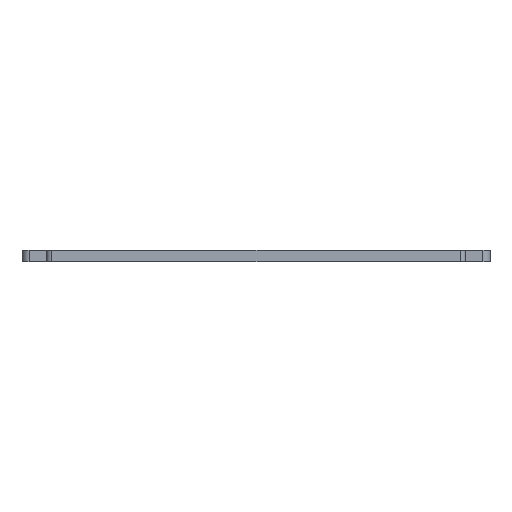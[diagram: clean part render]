
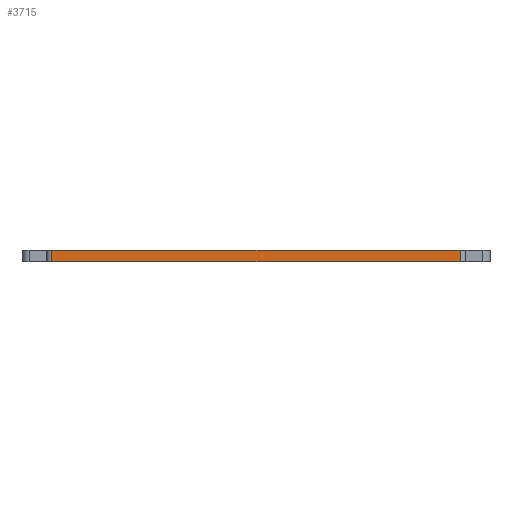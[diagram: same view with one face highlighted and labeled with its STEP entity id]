
A CAD part, left-side view. The second image highlights one B-rep face of the part: STEP entity #3715.
In plain terms, the highlighted planar face has unit normal (-1, 0, 0).
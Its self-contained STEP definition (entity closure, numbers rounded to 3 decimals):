
#108=PLANE('',#3976);
#287=FACE_OUTER_BOUND('',#524,.T.);
#524=EDGE_LOOP('',(#3162,#3163,#3164,#3165));
#657=LINE('',#5116,#1128);
#898=LINE('',#5708,#1369);
#999=LINE('',#5911,#1470);
#1001=LINE('',#5914,#1472);
#1128=VECTOR('',#4133,10.);
#1369=VECTOR('',#4614,10.);
#1470=VECTOR('',#4721,10.);
#1472=VECTOR('',#4725,10.);
#1671=VERTEX_POINT('',#5113);
#1672=VERTEX_POINT('',#5115);
#1902=VERTEX_POINT('',#5705);
#1903=VERTEX_POINT('',#5707);
#2031=EDGE_CURVE('',#1671,#1672,#657,.F.);
#2328=EDGE_CURVE('',#1902,#1903,#898,.T.);
#2431=EDGE_CURVE('',#1672,#1902,#999,.T.);
#2433=EDGE_CURVE('',#1903,#1671,#1001,.T.);
#3162=ORIENTED_EDGE('',*,*,#2431,.F.);
#3163=ORIENTED_EDGE('',*,*,#2031,.F.);
#3164=ORIENTED_EDGE('',*,*,#2433,.F.);
#3165=ORIENTED_EDGE('',*,*,#2328,.F.);
#3715=ADVANCED_FACE('',(#287),#108,.F.);
#3976=AXIS2_PLACEMENT_3D('',#5913,#4723,#4724);
#4133=DIRECTION('',(0.,-1.,0.));
#4614=DIRECTION('',(0.,-1.,0.));
#4721=DIRECTION('',(0.,0.,1.));
#4723=DIRECTION('center_axis',(1.,0.,0.));
#4724=DIRECTION('ref_axis',(0.,0.,-1.));
#4725=DIRECTION('',(0.,0.,-1.));
#5113=CARTESIAN_POINT('',(98.1,-168.7,1.6));
#5115=CARTESIAN_POINT('',(98.1,-87.3,1.6));
#5116=CARTESIAN_POINT('',(98.1,-107.5,1.6));
#5705=CARTESIAN_POINT('',(98.1,-87.3,3.8));
#5707=CARTESIAN_POINT('',(98.1,-168.7,3.8));
#5708=CARTESIAN_POINT('',(98.1,-107.5,3.8));
#5911=CARTESIAN_POINT('',(98.1,-87.3,1.4));
#5913=CARTESIAN_POINT('Origin',(98.1,-87.,1.4));
#5914=CARTESIAN_POINT('',(98.1,-168.7,1.4));
